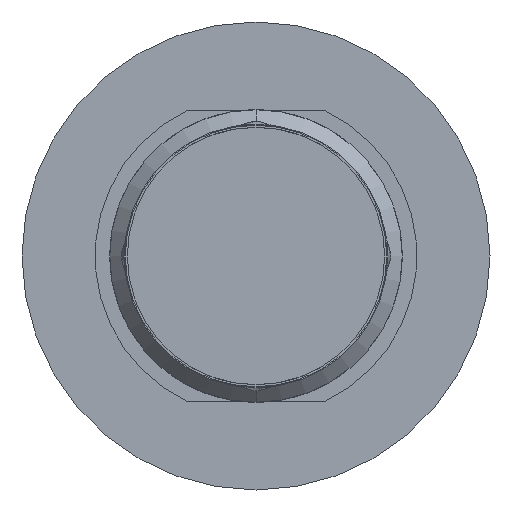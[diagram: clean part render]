
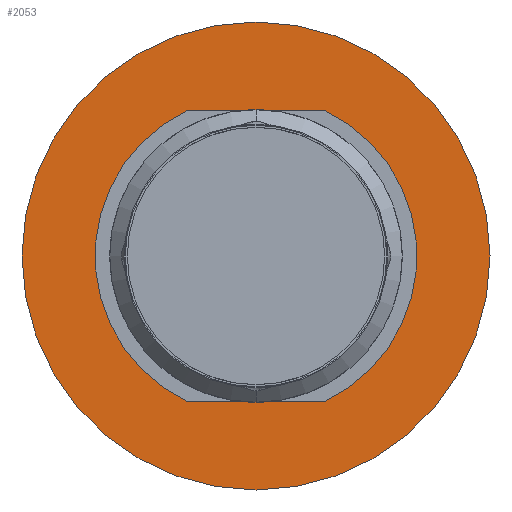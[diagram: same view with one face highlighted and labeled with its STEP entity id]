
A CAD part, front view. The second image highlights one B-rep face of the part: STEP entity #2053.
In plain terms, the highlighted planar face has unit normal (0, -1, 0).
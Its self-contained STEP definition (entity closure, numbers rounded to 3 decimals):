
#12 = CARTESIAN_POINT ( 'NONE',  ( 0., 36.5, 4. ) ) ;
#17 = AXIS2_PLACEMENT_3D ( 'NONE', #2491, #4330, #1672 ) ;
#304 = VERTEX_POINT ( 'NONE', #3818 ) ;
#491 = DIRECTION ( 'NONE',  ( 0., 1., 0. ) ) ;
#669 = VERTEX_POINT ( 'NONE', #12 ) ;
#727 = EDGE_CURVE ( 'Defeature ausgef�hrt1_43+Defeature ausgef�hrt1_34+Defeature ausgef�hrt1_34+Defeature ausgef�hrt1_34', #1303, #669, #2069, .T. ) ;
#762 = ORIENTED_EDGE ( 'NONE', *, *, #3892, .T. ) ;
#799 = CARTESIAN_POINT ( 'NONE',  ( 4., 36.5, 0. ) ) ;
#806 = AXIS2_PLACEMENT_3D ( 'NONE', #2694, #3180, #3156 ) ;
#1238 = DIRECTION ( 'NONE',  ( 0., 0., 1. ) ) ;
#1303 = VERTEX_POINT ( 'NONE', #1522 ) ;
#1522 = CARTESIAN_POINT ( 'NONE',  ( 0., 36.5, -4. ) ) ;
#1623 = AXIS2_PLACEMENT_3D ( 'NONE', #799, #3898, #1238 ) ;
#1672 = DIRECTION ( 'NONE',  ( 0., 0., 1. ) ) ;
#2053 = ADVANCED_FACE ( 'Defeature ausgef�hrt1_34', ( #3077, #2938 ), #5198, .F. ) ;
#2069 = CIRCLE ( 'NONE', #5388, 4. ) ;
#2134 = CARTESIAN_POINT ( 'NONE',  ( 0., 36.5, 0. ) ) ;
#2240 = EDGE_LOOP ( 'NONE', ( #3141, #762 ) ) ;
#2491 = CARTESIAN_POINT ( 'NONE',  ( 0., 36.5, 0. ) ) ;
#2628 = DIRECTION ( 'NONE',  ( 0., 0., 1. ) ) ;
#2694 = CARTESIAN_POINT ( 'NONE',  ( 0., 36.5, 0. ) ) ;
#2728 = VERTEX_POINT ( 'NONE', #4711 ) ;
#2915 = EDGE_CURVE ( 'Defeature ausgef�hrt1_34+Defeature ausgef�hrt1_41+Defeature ausgef�hrt1_41+Defeature ausgef�hrt1_41', #304, #2728, #5661, .T. ) ;
#2938 = FACE_BOUND ( 'NONE', #2240, .T. ) ;
#3037 = AXIS2_PLACEMENT_3D ( 'NONE', #2134, #5679, #3391 ) ;
#3077 = FACE_OUTER_BOUND ( 'NONE', #5346, .T. ) ;
#3135 = CARTESIAN_POINT ( 'NONE',  ( 0., 36.5, 0. ) ) ;
#3141 = ORIENTED_EDGE ( 'NONE', *, *, #2915, .T. ) ;
#3156 = DIRECTION ( 'NONE',  ( 0., 0., 1. ) ) ;
#3180 = DIRECTION ( 'NONE',  ( 0., 1., 0. ) ) ;
#3391 = DIRECTION ( 'NONE',  ( 0., 0., 1. ) ) ;
#3818 = CARTESIAN_POINT ( 'NONE',  ( 0., 36.5, 2. ) ) ;
#3892 = EDGE_CURVE ( 'Defeature ausgef�hrt1_34+Defeature ausgef�hrt1_41+Defeature ausgef�hrt1_41+Defeature ausgef�hrt1_41', #2728, #304, #4892, .T. ) ;
#3898 = DIRECTION ( 'NONE',  ( 0., 1., 0. ) ) ;
#4101 = CIRCLE ( 'NONE', #806, 4. ) ;
#4330 = DIRECTION ( 'NONE',  ( 0., 1., 0. ) ) ;
#4481 = EDGE_CURVE ( 'Defeature ausgef�hrt1_43+Defeature ausgef�hrt1_34+Defeature ausgef�hrt1_34+Defeature ausgef�hrt1_34', #669, #1303, #4101, .T. ) ;
#4711 = CARTESIAN_POINT ( 'NONE',  ( 0., 36.5, -2. ) ) ;
#4892 = CIRCLE ( 'NONE', #17, 2. ) ;
#5198 = PLANE ( 'NONE',  #1623 ) ;
#5249 = ORIENTED_EDGE ( 'NONE', *, *, #4481, .F. ) ;
#5346 = EDGE_LOOP ( 'NONE', ( #5249, #5489 ) ) ;
#5388 = AXIS2_PLACEMENT_3D ( 'NONE', #3135, #491, #2628 ) ;
#5489 = ORIENTED_EDGE ( 'NONE', *, *, #727, .F. ) ;
#5661 = CIRCLE ( 'NONE', #3037, 2. ) ;
#5679 = DIRECTION ( 'NONE',  ( 0., 1., 0. ) ) ;
